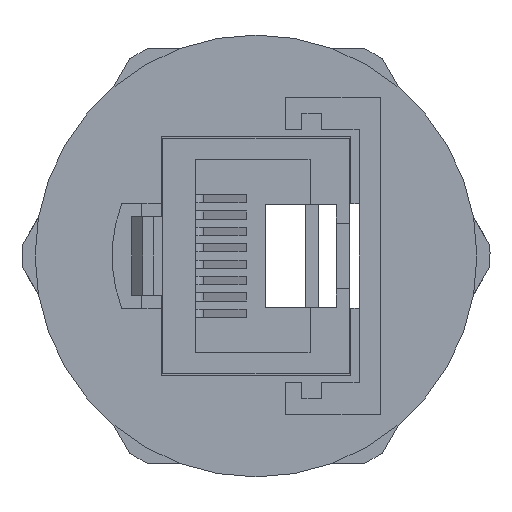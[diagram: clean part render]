
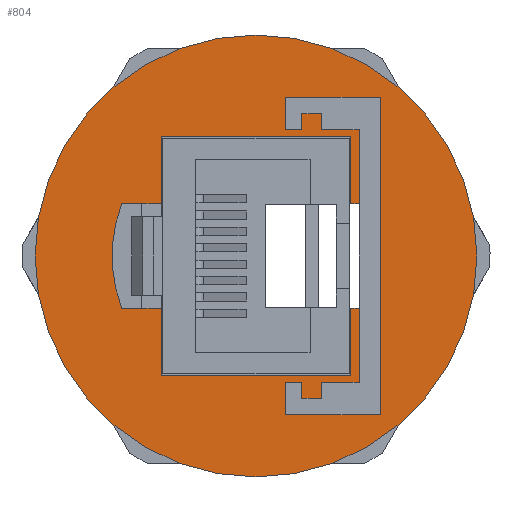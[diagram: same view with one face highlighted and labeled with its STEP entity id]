
A CAD part, left-side view. The second image highlights one B-rep face of the part: STEP entity #804.
In plain terms, the highlighted planar face has unit normal (-1, 0, 0).
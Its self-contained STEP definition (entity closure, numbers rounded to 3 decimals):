
#804=ADVANCED_FACE('',(#2778,#2779),#1157,.T.);
#1157=PLANE('',#7115);
#1362=LINE('',#9078,#2070);
#1363=LINE('',#9081,#2071);
#1364=LINE('',#9083,#2072);
#1365=LINE('',#9085,#2073);
#1366=LINE('',#9087,#2074);
#1367=LINE('',#9089,#2075);
#1368=LINE('',#9091,#2076);
#1369=LINE('',#9093,#2077);
#1370=LINE('',#9095,#2078);
#1371=LINE('',#9099,#2079);
#1372=LINE('',#9101,#2080);
#1373=LINE('',#9103,#2081);
#1374=LINE('',#9105,#2082);
#1375=LINE('',#9107,#2083);
#1376=LINE('',#9109,#2084);
#1377=LINE('',#9111,#2085);
#1378=LINE('',#9113,#2086);
#1379=LINE('',#9115,#2087);
#1380=LINE('',#9117,#2088);
#1381=LINE('',#9119,#2089);
#1382=LINE('',#9121,#2090);
#1383=LINE('',#9123,#2091);
#1384=LINE('',#9125,#2092);
#1385=LINE('',#9127,#2093);
#1386=LINE('',#9129,#2094);
#1387=LINE('',#9131,#2095);
#1388=LINE('',#9133,#2096);
#2070=VECTOR('',#7535,1.);
#2071=VECTOR('',#7536,1.);
#2072=VECTOR('',#7537,1.);
#2073=VECTOR('',#7538,1.);
#2074=VECTOR('',#7539,1.);
#2075=VECTOR('',#7540,1.);
#2076=VECTOR('',#7541,1.);
#2077=VECTOR('',#7542,1.);
#2078=VECTOR('',#7543,1.);
#2079=VECTOR('',#7546,1.);
#2080=VECTOR('',#7547,1.);
#2081=VECTOR('',#7548,1.);
#2082=VECTOR('',#7549,1.);
#2083=VECTOR('',#7550,1.);
#2084=VECTOR('',#7551,1.);
#2085=VECTOR('',#7552,1.);
#2086=VECTOR('',#7553,1.);
#2087=VECTOR('',#7554,1.);
#2088=VECTOR('',#7555,1.);
#2089=VECTOR('',#7556,1.);
#2090=VECTOR('',#7557,1.);
#2091=VECTOR('',#7558,1.);
#2092=VECTOR('',#7559,1.);
#2093=VECTOR('',#7560,1.);
#2094=VECTOR('',#7561,1.);
#2095=VECTOR('',#7562,1.);
#2096=VECTOR('',#7563,1.);
#2778=FACE_BOUND('',#2838,.T.);
#2779=FACE_BOUND('',#2839,.T.);
#2838=EDGE_LOOP('',(#3238,#3239));
#2839=EDGE_LOOP('',(#3240,#3241,#3242,#3243,#3244,#3245,#3246,#3247,#3248,
#3249,#3250,#3251,#3252,#3253,#3254,#3255,#3256,#3257,#3258,#3259,#3260,
#3261,#3262,#3263,#3264,#3265,#3266,#3267));
#3238=ORIENTED_EDGE('',*,*,#5964,.F.);
#3239=ORIENTED_EDGE('',*,*,#5965,.T.);
#3240=ORIENTED_EDGE('',*,*,#5966,.F.);
#3241=ORIENTED_EDGE('',*,*,#5967,.F.);
#3242=ORIENTED_EDGE('',*,*,#5968,.F.);
#3243=ORIENTED_EDGE('',*,*,#5969,.F.);
#3244=ORIENTED_EDGE('',*,*,#5970,.T.);
#3245=ORIENTED_EDGE('',*,*,#5971,.F.);
#3246=ORIENTED_EDGE('',*,*,#5972,.F.);
#3247=ORIENTED_EDGE('',*,*,#5973,.F.);
#3248=ORIENTED_EDGE('',*,*,#5974,.F.);
#3249=ORIENTED_EDGE('',*,*,#5975,.F.);
#3250=ORIENTED_EDGE('',*,*,#5976,.F.);
#3251=ORIENTED_EDGE('',*,*,#5977,.F.);
#3252=ORIENTED_EDGE('',*,*,#5978,.F.);
#3253=ORIENTED_EDGE('',*,*,#5979,.F.);
#3254=ORIENTED_EDGE('',*,*,#5980,.T.);
#3255=ORIENTED_EDGE('',*,*,#5981,.F.);
#3256=ORIENTED_EDGE('',*,*,#5982,.F.);
#3257=ORIENTED_EDGE('',*,*,#5983,.F.);
#3258=ORIENTED_EDGE('',*,*,#5984,.F.);
#3259=ORIENTED_EDGE('',*,*,#5985,.F.);
#3260=ORIENTED_EDGE('',*,*,#5986,.F.);
#3261=ORIENTED_EDGE('',*,*,#5987,.F.);
#3262=ORIENTED_EDGE('',*,*,#5988,.F.);
#3263=ORIENTED_EDGE('',*,*,#5989,.F.);
#3264=ORIENTED_EDGE('',*,*,#5990,.F.);
#3265=ORIENTED_EDGE('',*,*,#5991,.F.);
#3266=ORIENTED_EDGE('',*,*,#5992,.F.);
#3267=ORIENTED_EDGE('',*,*,#5993,.F.);
#5286=VERTEX_POINT('',#9075);
#5287=VERTEX_POINT('',#9076);
#5288=VERTEX_POINT('',#9079);
#5289=VERTEX_POINT('',#9080);
#5290=VERTEX_POINT('',#9082);
#5291=VERTEX_POINT('',#9084);
#5292=VERTEX_POINT('',#9086);
#5293=VERTEX_POINT('',#9088);
#5294=VERTEX_POINT('',#9090);
#5295=VERTEX_POINT('',#9092);
#5296=VERTEX_POINT('',#9094);
#5297=VERTEX_POINT('',#9096);
#5298=VERTEX_POINT('',#9098);
#5299=VERTEX_POINT('',#9100);
#5300=VERTEX_POINT('',#9102);
#5301=VERTEX_POINT('',#9104);
#5302=VERTEX_POINT('',#9106);
#5303=VERTEX_POINT('',#9108);
#5304=VERTEX_POINT('',#9110);
#5305=VERTEX_POINT('',#9112);
#5306=VERTEX_POINT('',#9114);
#5307=VERTEX_POINT('',#9116);
#5308=VERTEX_POINT('',#9118);
#5309=VERTEX_POINT('',#9120);
#5310=VERTEX_POINT('',#9122);
#5311=VERTEX_POINT('',#9124);
#5312=VERTEX_POINT('',#9126);
#5313=VERTEX_POINT('',#9128);
#5314=VERTEX_POINT('',#9130);
#5315=VERTEX_POINT('',#9132);
#5964=EDGE_CURVE('',#5286,#5287,#6988,.T.);
#5965=EDGE_CURVE('',#5286,#5287,#6989,.T.);
#5966=EDGE_CURVE('',#5288,#5289,#1362,.T.);
#5967=EDGE_CURVE('',#5290,#5288,#1363,.T.);
#5968=EDGE_CURVE('',#5291,#5290,#1364,.T.);
#5969=EDGE_CURVE('',#5292,#5291,#1365,.T.);
#5970=EDGE_CURVE('',#5292,#5293,#1366,.T.);
#5971=EDGE_CURVE('',#5294,#5293,#1367,.T.);
#5972=EDGE_CURVE('',#5295,#5294,#1368,.T.);
#5973=EDGE_CURVE('',#5296,#5295,#1369,.T.);
#5974=EDGE_CURVE('',#5297,#5296,#1370,.T.);
#5975=EDGE_CURVE('',#5298,#5297,#6990,.T.);
#5976=EDGE_CURVE('',#5299,#5298,#1371,.T.);
#5977=EDGE_CURVE('',#5300,#5299,#1372,.T.);
#5978=EDGE_CURVE('',#5301,#5300,#1373,.T.);
#5979=EDGE_CURVE('',#5302,#5301,#1374,.T.);
#5980=EDGE_CURVE('',#5302,#5303,#1375,.T.);
#5981=EDGE_CURVE('',#5304,#5303,#1376,.T.);
#5982=EDGE_CURVE('',#5305,#5304,#1377,.T.);
#5983=EDGE_CURVE('',#5306,#5305,#1378,.T.);
#5984=EDGE_CURVE('',#5307,#5306,#1379,.T.);
#5985=EDGE_CURVE('',#5308,#5307,#1380,.T.);
#5986=EDGE_CURVE('',#5309,#5308,#1381,.T.);
#5987=EDGE_CURVE('',#5310,#5309,#1382,.T.);
#5988=EDGE_CURVE('',#5311,#5310,#1383,.T.);
#5989=EDGE_CURVE('',#5312,#5311,#1384,.T.);
#5990=EDGE_CURVE('',#5313,#5312,#1385,.T.);
#5991=EDGE_CURVE('',#5314,#5313,#1386,.T.);
#5992=EDGE_CURVE('',#5315,#5314,#1387,.T.);
#5993=EDGE_CURVE('',#5289,#5315,#1388,.T.);
#6988=CIRCLE('',#7112,13.5);
#6989=CIRCLE('',#7113,13.5);
#6990=CIRCLE('',#7114,8.8);
#7112=AXIS2_PLACEMENT_3D('',#9074,#7531,#7532);
#7113=AXIS2_PLACEMENT_3D('',#9077,#7533,#7534);
#7114=AXIS2_PLACEMENT_3D('',#9097,#7544,#7545);
#7115=AXIS2_PLACEMENT_3D('',#9134,#7564,#7565);
#7531=DIRECTION('',(1.,0.,0.));
#7532=DIRECTION('',(0.,0.,1.));
#7533=DIRECTION('',(-1.,0.,0.));
#7534=DIRECTION('',(0.,0.,1.));
#7535=DIRECTION('',(0.,1.,0.));
#7536=DIRECTION('',(0.,0.,-1.));
#7537=DIRECTION('',(0.,1.,0.));
#7538=DIRECTION('',(0.,0.,-1.));
#7539=DIRECTION('',(0.,1.,0.));
#7540=DIRECTION('',(0.,0.,1.));
#7541=DIRECTION('',(0.,-1.,0.));
#7542=DIRECTION('',(0.,0.,-1.));
#7543=DIRECTION('',(0.,-1.,0.));
#7544=DIRECTION('',(-1.,0.,0.));
#7545=DIRECTION('',(0.,0.932,0.364));
#7546=DIRECTION('',(0.,1.,0.));
#7547=DIRECTION('',(0.,0.,-1.));
#7548=DIRECTION('',(0.,1.,0.));
#7549=DIRECTION('',(0.,0.,1.));
#7550=DIRECTION('',(0.,-1.,0.));
#7551=DIRECTION('',(0.,0.,-1.));
#7552=DIRECTION('',(0.,-1.,0.));
#7553=DIRECTION('',(0.,0.,-1.));
#7554=DIRECTION('',(0.,-1.,0.));
#7555=DIRECTION('',(0.,0.,1.));
#7556=DIRECTION('',(0.,-1.,0.));
#7557=DIRECTION('',(0.,0.,-1.));
#7558=DIRECTION('',(0.,1.,0.));
#7559=DIRECTION('',(0.,0.,1.));
#7560=DIRECTION('',(0.,-1.,0.));
#7561=DIRECTION('',(0.,0.,-1.));
#7562=DIRECTION('',(0.,1.,0.));
#7563=DIRECTION('',(0.,0.,1.));
#7564=DIRECTION('',(-1.,0.,0.));
#7565=DIRECTION('',(0.,-1.,0.));
#9074=CARTESIAN_POINT('',(-27.4,0.,0.));
#9075=CARTESIAN_POINT('',(-27.4,0.,13.5));
#9076=CARTESIAN_POINT('',(-27.4,0.,-13.5));
#9077=CARTESIAN_POINT('',(-27.4,0.,0.));
#9078=CARTESIAN_POINT('',(-27.4,-4.,-8.7));
#9079=CARTESIAN_POINT('',(-27.4,-4.,-8.7));
#9080=CARTESIAN_POINT('',(-27.4,-2.8,-8.7));
#9081=CARTESIAN_POINT('',(-27.4,-4.,-7.7));
#9082=CARTESIAN_POINT('',(-27.4,-4.,-7.7));
#9083=CARTESIAN_POINT('',(-27.4,-6.3,-7.7));
#9084=CARTESIAN_POINT('',(-27.4,-6.3,-7.7));
#9085=CARTESIAN_POINT('',(-27.4,-6.3,-3.2));
#9086=CARTESIAN_POINT('',(-27.4,-6.3,-3.2));
#9087=CARTESIAN_POINT('',(-27.4,-6.3,-3.2));
#9088=CARTESIAN_POINT('',(-27.4,-5.8,-3.2));
#9089=CARTESIAN_POINT('',(-27.4,-5.8,-7.3));
#9090=CARTESIAN_POINT('',(-27.4,-5.8,-7.3));
#9091=CARTESIAN_POINT('',(-27.4,5.8,-7.3));
#9092=CARTESIAN_POINT('',(-27.4,5.8,-7.3));
#9093=CARTESIAN_POINT('',(-27.4,5.8,-3.2));
#9094=CARTESIAN_POINT('',(-27.4,5.8,-3.2));
#9095=CARTESIAN_POINT('',(-27.4,8.198,-3.2));
#9096=CARTESIAN_POINT('',(-27.4,8.198,-3.2));
#9097=CARTESIAN_POINT('',(-27.4,0.,0.));
#9098=CARTESIAN_POINT('',(-27.4,8.198,3.2));
#9099=CARTESIAN_POINT('',(-27.4,5.8,3.2));
#9100=CARTESIAN_POINT('',(-27.4,5.8,3.2));
#9101=CARTESIAN_POINT('',(-27.4,5.8,7.3));
#9102=CARTESIAN_POINT('',(-27.4,5.8,7.3));
#9103=CARTESIAN_POINT('',(-27.4,-5.8,7.3));
#9104=CARTESIAN_POINT('',(-27.4,-5.8,7.3));
#9105=CARTESIAN_POINT('',(-27.4,-5.8,3.2));
#9106=CARTESIAN_POINT('',(-27.4,-5.8,3.2));
#9107=CARTESIAN_POINT('',(-27.4,-5.8,3.2));
#9108=CARTESIAN_POINT('',(-27.4,-6.3,3.2));
#9109=CARTESIAN_POINT('',(-27.4,-6.3,7.7));
#9110=CARTESIAN_POINT('',(-27.4,-6.3,7.7));
#9111=CARTESIAN_POINT('',(-27.4,-4.,7.7));
#9112=CARTESIAN_POINT('',(-27.4,-4.,7.7));
#9113=CARTESIAN_POINT('',(-27.4,-4.,8.7));
#9114=CARTESIAN_POINT('',(-27.4,-4.,8.7));
#9115=CARTESIAN_POINT('',(-27.4,-2.8,8.7));
#9116=CARTESIAN_POINT('',(-27.4,-2.8,8.7));
#9117=CARTESIAN_POINT('',(-27.4,-2.8,7.7));
#9118=CARTESIAN_POINT('',(-27.4,-2.8,7.7));
#9119=CARTESIAN_POINT('',(-27.4,-1.8,7.7));
#9120=CARTESIAN_POINT('',(-27.4,-1.8,7.7));
#9121=CARTESIAN_POINT('',(-27.4,-1.8,9.7));
#9122=CARTESIAN_POINT('',(-27.4,-1.8,9.7));
#9123=CARTESIAN_POINT('',(-27.4,-7.6,9.7));
#9124=CARTESIAN_POINT('',(-27.4,-7.6,9.7));
#9125=CARTESIAN_POINT('',(-27.4,-7.6,-9.7));
#9126=CARTESIAN_POINT('',(-27.4,-7.6,-9.7));
#9127=CARTESIAN_POINT('',(-27.4,-1.8,-9.7));
#9128=CARTESIAN_POINT('',(-27.4,-1.8,-9.7));
#9129=CARTESIAN_POINT('',(-27.4,-1.8,-7.7));
#9130=CARTESIAN_POINT('',(-27.4,-1.8,-7.7));
#9131=CARTESIAN_POINT('',(-27.4,-2.8,-7.7));
#9132=CARTESIAN_POINT('',(-27.4,-2.8,-7.7));
#9133=CARTESIAN_POINT('',(-27.4,-2.8,-8.7));
#9134=CARTESIAN_POINT('',(-27.4,0.,0.));
